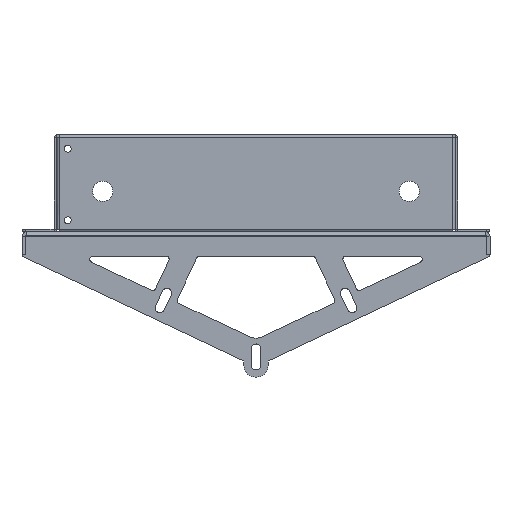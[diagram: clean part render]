
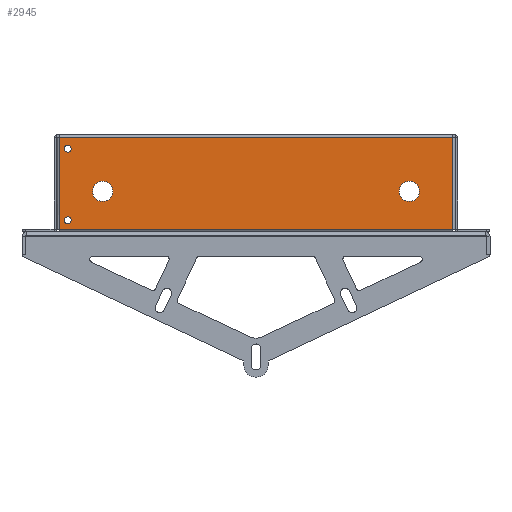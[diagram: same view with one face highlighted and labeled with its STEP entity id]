
A CAD part, front view. The second image highlights one B-rep face of the part: STEP entity #2945.
In plain terms, the highlighted face is planar.
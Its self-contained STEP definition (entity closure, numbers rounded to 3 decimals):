
#130 = EDGE_CURVE ( 'NONE', #4165, #4182, #7309, .T. ) ;
#133 = EDGE_CURVE ( 'NONE', #4164, #4175, #7304, .T. ) ;
#135 = EDGE_CURVE ( 'NONE', #4174, #4126, #7305, .T. ) ;
#833 = AXIS2_PLACEMENT_3D ( 'NONE', #8783, #8787, #8776 ) ;
#848 = AXIS2_PLACEMENT_3D ( 'NONE', #8785, #8800, #8815 ) ;
#856 = AXIS2_PLACEMENT_3D ( 'NONE', #8774, #8766, #8777 ) ;
#1574 = ORIENTED_EDGE ( 'NONE', *, *, #2883, .T. ) ;
#1578 = ORIENTED_EDGE ( 'NONE', *, *, #130, .F. ) ;
#1579 = ORIENTED_EDGE ( 'NONE', *, *, #2878, .T. ) ;
#1582 = ORIENTED_EDGE ( 'NONE', *, *, #133, .T. ) ;
#1584 = ORIENTED_EDGE ( 'NONE', *, *, #10964, .T. ) ;
#1586 = ORIENTED_EDGE ( 'NONE', *, *, #2860, .T. ) ;
#1588 = ORIENTED_EDGE ( 'NONE', *, *, #2887, .F. ) ;
#1589 = ORIENTED_EDGE ( 'NONE', *, *, #2859, .T. ) ;
#1590 = ORIENTED_EDGE ( 'NONE', *, *, #135, .F. ) ;
#1593 = ORIENTED_EDGE ( 'NONE', *, *, #2842, .F. ) ;
#1594 = ORIENTED_EDGE ( 'NONE', *, *, #2877, .F. ) ;
#1595 = ORIENTED_EDGE ( 'NONE', *, *, #2865, .T. ) ;
#2842 = EDGE_CURVE ( 'NONE', #4318, #4314, #14456, .T. ) ;
#2859 = EDGE_CURVE ( 'NONE', #4329, #4314, #14532, .T. ) ;
#2860 = EDGE_CURVE ( 'NONE', #4333, #4329, #14525, .T. ) ;
#2865 = EDGE_CURVE ( 'NONE', #4318, #4333, #14534, .T. ) ;
#2877 = EDGE_CURVE ( 'NONE', #4182, #4165, #5732, .T. ) ;
#2878 = EDGE_CURVE ( 'NONE', #4175, #4164, #5734, .T. ) ;
#2883 = EDGE_CURVE ( 'NONE', #4132, #4180, #5741, .T. ) ;
#2887 = EDGE_CURVE ( 'NONE', #4126, #4174, #5756, .T. ) ;
#2945 = ADVANCED_FACE ( 'NONE', ( #13643, #13635, #13652, #13642, #13637 ), #14803, .F. ) ;
#3678 = EDGE_LOOP ( 'NONE', ( #1594, #1578 ) ) ;
#3711 = EDGE_LOOP ( 'NONE', ( #1579, #1582 ) ) ;
#3713 = EDGE_LOOP ( 'NONE', ( #1588, #1590 ) ) ;
#3750 = EDGE_LOOP ( 'NONE', ( #1574, #1584 ) ) ;
#3755 = EDGE_LOOP ( 'NONE', ( #1589, #1593, #1595, #1586 ) ) ;
#4126 = VERTEX_POINT ( 'NONE', #15697 ) ;
#4132 = VERTEX_POINT ( 'NONE', #15714 ) ;
#4164 = VERTEX_POINT ( 'NONE', #15734 ) ;
#4165 = VERTEX_POINT ( 'NONE', #15755 ) ;
#4174 = VERTEX_POINT ( 'NONE', #15757 ) ;
#4175 = VERTEX_POINT ( 'NONE', #15751 ) ;
#4180 = VERTEX_POINT ( 'NONE', #15778 ) ;
#4182 = VERTEX_POINT ( 'NONE', #15779 ) ;
#4314 = VERTEX_POINT ( 'NONE', #15879 ) ;
#4318 = VERTEX_POINT ( 'NONE', #15888 ) ;
#4329 = VERTEX_POINT ( 'NONE', #15923 ) ;
#4333 = VERTEX_POINT ( 'NONE', #15927 ) ;
#5732 = CIRCLE ( 'NONE', #13511, 2.1 ) ;
#5734 = CIRCLE ( 'NONE', #13515, 6.25 ) ;
#5741 = CIRCLE ( 'NONE', #13505, 6.25 ) ;
#5756 = CIRCLE ( 'NONE', #13531, 2.1 ) ;
#6116 = CIRCLE ( 'NONE', #18163, 6.25 ) ;
#7304 = CIRCLE ( 'NONE', #856, 6.25 ) ;
#7305 = CIRCLE ( 'NONE', #848, 2.1 ) ;
#7309 = CIRCLE ( 'NONE', #833, 2.1 ) ;
#8766 = DIRECTION ( 'NONE',  ( -1., 0., 0. ) ) ;
#8774 = CARTESIAN_POINT ( 'NONE',  ( 1.5, 30., -35. ) ) ;
#8776 = DIRECTION ( 'NONE',  ( 0., 0., -1. ) ) ;
#8777 = DIRECTION ( 'NONE',  ( 0., 0., 1. ) ) ;
#8783 = CARTESIAN_POINT ( 'NONE',  ( 1.5, 8.38, -8.522 ) ) ;
#8785 = CARTESIAN_POINT ( 'NONE',  ( 1.5, 8.384, -52.822 ) ) ;
#8787 = DIRECTION ( 'NONE',  ( 1., 0., 0. ) ) ;
#8800 = DIRECTION ( 'NONE',  ( 1., 0., 0. ) ) ;
#8815 = DIRECTION ( 'NONE',  ( 0., 0., -1. ) ) ;
#10964 = EDGE_CURVE ( 'NONE', #4180, #4132, #6116, .T. ) ;
#13465 = VECTOR ( 'NONE', #14458, 1000. ) ;
#13484 = VECTOR ( 'NONE', #14537, 1000. ) ;
#13492 = VECTOR ( 'NONE', #14524, 1000. ) ;
#13505 = AXIS2_PLACEMENT_3D ( 'NONE', #14607, #14608, #14592 ) ;
#13511 = AXIS2_PLACEMENT_3D ( 'NONE', #14553, #14555, #14569 ) ;
#13514 = VECTOR ( 'NONE', #14544, 1000. ) ;
#13515 = AXIS2_PLACEMENT_3D ( 'NONE', #14571, #14601, #14606 ) ;
#13531 = AXIS2_PLACEMENT_3D ( 'NONE', #14609, #14612, #14584 ) ;
#13635 = FACE_BOUND ( 'NONE', #3713, .T. ) ;
#13637 = FACE_OUTER_BOUND ( 'NONE', #3755, .T. ) ;
#13642 = FACE_BOUND ( 'NONE', #3750, .T. ) ;
#13643 = FACE_BOUND ( 'NONE', #3678, .T. ) ;
#13652 = FACE_BOUND ( 'NONE', #3711, .T. ) ;
#13653 = AXIS2_PLACEMENT_3D ( 'NONE', #14791, #14806, #14784 ) ;
#14456 = LINE ( 'NONE', #14474, #13465 ) ;
#14458 = DIRECTION ( 'NONE',  ( 0., 1., 0. ) ) ;
#14474 = CARTESIAN_POINT ( 'NONE',  ( 1.5, 0., -1.6 ) ) ;
#14522 = CARTESIAN_POINT ( 'NONE',  ( 1.5, 246.8, -58.429 ) ) ;
#14524 = DIRECTION ( 'NONE',  ( 0., 1., 0. ) ) ;
#14525 = LINE ( 'NONE', #14541, #13492 ) ;
#14529 = CARTESIAN_POINT ( 'NONE',  ( 1.5, 3.2, -1.6 ) ) ;
#14532 = LINE ( 'NONE', #14522, #13484 ) ;
#14534 = LINE ( 'NONE', #14529, #13514 ) ;
#14537 = DIRECTION ( 'NONE',  ( 0., 0., 1. ) ) ;
#14541 = CARTESIAN_POINT ( 'NONE',  ( 1.5, 3.171, -58.4 ) ) ;
#14544 = DIRECTION ( 'NONE',  ( 0., 0., -1. ) ) ;
#14553 = CARTESIAN_POINT ( 'NONE',  ( 1.5, 8.38, -8.522 ) ) ;
#14555 = DIRECTION ( 'NONE',  ( 1., 0., 0. ) ) ;
#14569 = DIRECTION ( 'NONE',  ( 0., 0., -1. ) ) ;
#14571 = CARTESIAN_POINT ( 'NONE',  ( 1.5, 30., -35. ) ) ;
#14584 = DIRECTION ( 'NONE',  ( 0., 0., -1. ) ) ;
#14592 = DIRECTION ( 'NONE',  ( 0., 0., 1. ) ) ;
#14601 = DIRECTION ( 'NONE',  ( -1., 0., 0. ) ) ;
#14606 = DIRECTION ( 'NONE',  ( 0., 0., 1. ) ) ;
#14607 = CARTESIAN_POINT ( 'NONE',  ( 1.5, 220., -35. ) ) ;
#14608 = DIRECTION ( 'NONE',  ( -1., 0., 0. ) ) ;
#14609 = CARTESIAN_POINT ( 'NONE',  ( 1.5, 8.384, -52.822 ) ) ;
#14612 = DIRECTION ( 'NONE',  ( 1., 0., 0. ) ) ;
#14784 = DIRECTION ( 'NONE',  ( 0., 0., 1. ) ) ;
#14791 = CARTESIAN_POINT ( 'NONE',  ( 1.5, 0., 0. ) ) ;
#14803 = PLANE ( 'NONE',  #13653 ) ;
#14806 = DIRECTION ( 'NONE',  ( -1., 0., 0. ) ) ;
#15697 = CARTESIAN_POINT ( 'NONE',  ( 1.5, 8.384, -54.922 ) ) ;
#15714 = CARTESIAN_POINT ( 'NONE',  ( 1.5, 220., -28.75 ) ) ;
#15734 = CARTESIAN_POINT ( 'NONE',  ( 1.5, 30., -41.25 ) ) ;
#15751 = CARTESIAN_POINT ( 'NONE',  ( 1.5, 30., -28.75 ) ) ;
#15755 = CARTESIAN_POINT ( 'NONE',  ( 1.5, 8.38, -6.422 ) ) ;
#15757 = CARTESIAN_POINT ( 'NONE',  ( 1.5, 8.384, -50.722 ) ) ;
#15778 = CARTESIAN_POINT ( 'NONE',  ( 1.5, 220., -41.25 ) ) ;
#15779 = CARTESIAN_POINT ( 'NONE',  ( 1.5, 8.38, -10.622 ) ) ;
#15879 = CARTESIAN_POINT ( 'NONE',  ( 1.5, 246.8, -1.6 ) ) ;
#15888 = CARTESIAN_POINT ( 'NONE',  ( 1.5, 3.2, -1.6 ) ) ;
#15923 = CARTESIAN_POINT ( 'NONE',  ( 1.5, 246.8, -58.4 ) ) ;
#15927 = CARTESIAN_POINT ( 'NONE',  ( 1.5, 3.2, -58.4 ) ) ;
#18163 = AXIS2_PLACEMENT_3D ( 'NONE', #20167, #20171, #20172 ) ;
#20167 = CARTESIAN_POINT ( 'NONE',  ( 1.5, 220., -35. ) ) ;
#20171 = DIRECTION ( 'NONE',  ( -1., 0., 0. ) ) ;
#20172 = DIRECTION ( 'NONE',  ( 0., 0., 1. ) ) ;
